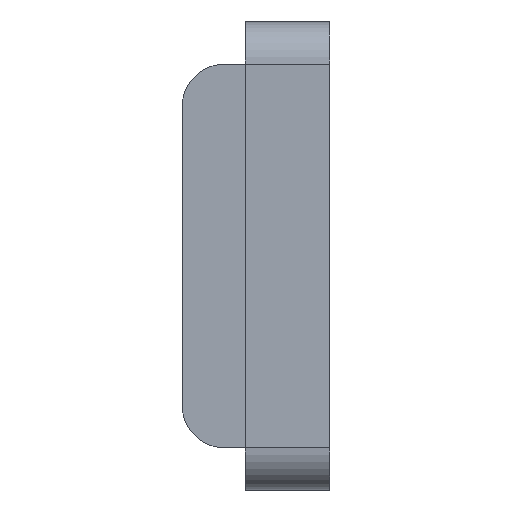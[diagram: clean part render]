
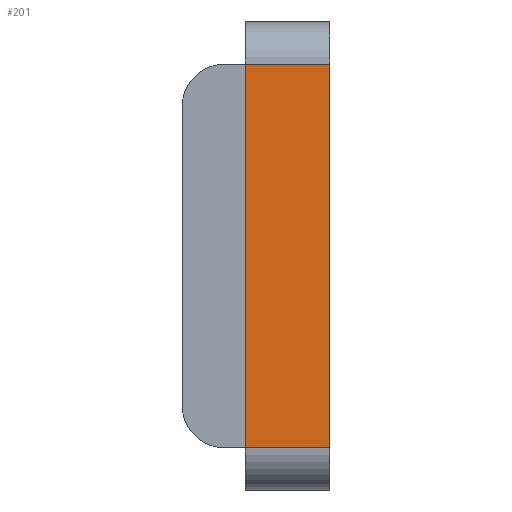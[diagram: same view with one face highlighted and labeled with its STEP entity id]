
A CAD part, left-side view. The second image highlights one B-rep face of the part: STEP entity #201.
In plain terms, the highlighted planar face has unit normal (-1, 0, 0).
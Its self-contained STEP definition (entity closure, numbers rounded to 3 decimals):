
#162=CARTESIAN_POINT('',(176.1,-80.,130.225));
#163=DIRECTION('',(1.,0.,0.));
#164=DIRECTION('',(-0.,1.,0.));
#165=AXIS2_PLACEMENT_3D('',#162,#163,#164);
#166=PLANE('',#165);
#167=CARTESIAN_POINT('',(176.1,-80.,139.305));
#168=VERTEX_POINT('',#167);
#169=CARTESIAN_POINT('',(176.1,-80.,121.105));
#170=VERTEX_POINT('',#169);
#171=CARTESIAN_POINT('',(176.1,-80.,139.305));
#172=DIRECTION('',(0.,0.,-1.));
#173=VECTOR('',#172,18.2);
#174=LINE('',#171,#173);
#175=EDGE_CURVE('',#168,#170,#174,.T.);
#176=ORIENTED_EDGE('',*,*,#175,.F.);
#177=CARTESIAN_POINT('',(176.1,-76.,139.305));
#178=VERTEX_POINT('',#177);
#179=CARTESIAN_POINT('',(176.1,-80.,139.305));
#180=DIRECTION('',(-0.,1.,0.));
#181=VECTOR('',#180,4.);
#182=LINE('',#179,#181);
#183=EDGE_CURVE('',#168,#178,#182,.T.);
#184=ORIENTED_EDGE('',*,*,#183,.T.);
#185=CARTESIAN_POINT('',(176.1,-76.,121.105));
#186=VERTEX_POINT('',#185);
#187=CARTESIAN_POINT('',(176.1,-76.,139.305));
#188=DIRECTION('',(0.,0.,-1.));
#189=VECTOR('',#188,18.2);
#190=LINE('',#187,#189);
#191=EDGE_CURVE('',#178,#186,#190,.T.);
#192=ORIENTED_EDGE('',*,*,#191,.T.);
#193=CARTESIAN_POINT('',(176.1,-76.,121.105));
#194=DIRECTION('',(0.,-1.,-0.));
#195=VECTOR('',#194,4.);
#196=LINE('',#193,#195);
#197=EDGE_CURVE('',#186,#170,#196,.T.);
#198=ORIENTED_EDGE('',*,*,#197,.T.);
#199=EDGE_LOOP('',(#176,#184,#192,#198));
#200=FACE_BOUND('',#199,.T.);
#201=ADVANCED_FACE('',(#200),#166,.F.);
